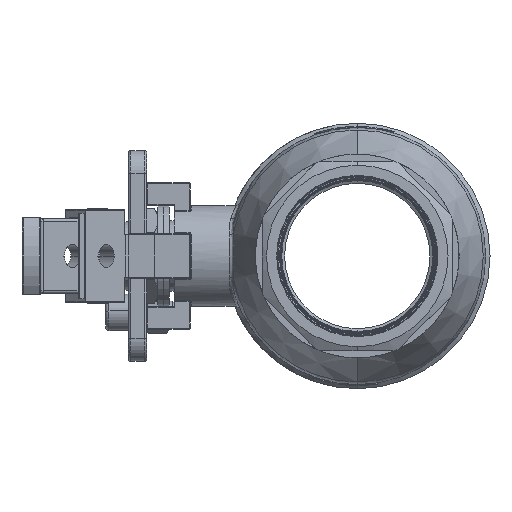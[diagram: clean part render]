
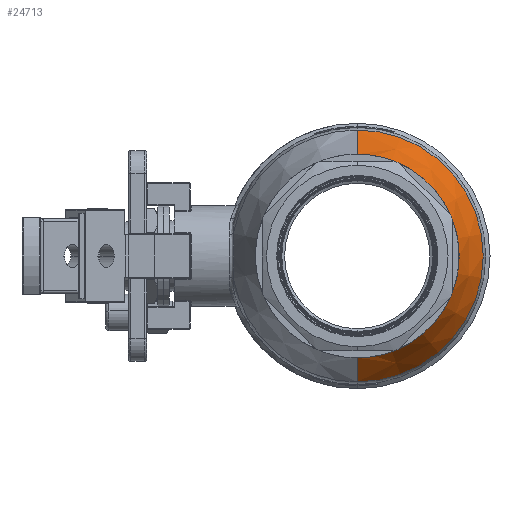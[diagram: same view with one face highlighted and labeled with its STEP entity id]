
A CAD part, left-side view. The second image highlights one B-rep face of the part: STEP entity #24713.
In plain terms, the highlighted conical face has half-angle 24.042 degrees and reference radius 44.5 mm.
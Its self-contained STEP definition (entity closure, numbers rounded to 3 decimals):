
#1419 = CIRCLE ( 'NONE', #59862, 55.059 ) ;
#1636 = CARTESIAN_POINT ( 'NONE',  ( -44.573, 0., 0. ) ) ;
#1680 = CARTESIAN_POINT ( 'NONE',  ( -20.904, 0., -55.059 ) ) ;
#2880 = DIRECTION ( 'NONE',  ( 1., 0., 0. ) ) ;
#8359 = CARTESIAN_POINT ( 'NONE',  ( -20.904, 0., 55.059 ) ) ;
#10644 = ORIENTED_EDGE ( 'NONE', *, *, #57334, .F. ) ;
#12133 = CARTESIAN_POINT ( 'NONE',  ( -44.573, 0., 0. ) ) ;
#16051 = LINE ( 'NONE', #21158, #91098 ) ;
#18842 = EDGE_CURVE ( 'NONE', #75991, #22009, #68532, .T. ) ;
#19453 = DIRECTION ( 'NONE',  ( 0., 0., -1. ) ) ;
#20846 = AXIS2_PLACEMENT_3D ( 'NONE', #1636, #45118, #37550 ) ;
#21158 = CARTESIAN_POINT ( 'NONE',  ( -44.573, 0., -44.5 ) ) ;
#22009 = VERTEX_POINT ( 'NONE', #42728 ) ;
#22063 = CARTESIAN_POINT ( 'NONE',  ( -44.573, 0., 44.5 ) ) ;
#22087 = EDGE_CURVE ( 'NONE', #22009, #94122, #16051, .T. ) ;
#24713 = ADVANCED_FACE ( 'NONE', ( #92214 ), #51206, .T. ) ;
#29383 = DIRECTION ( 'NONE',  ( 0.913, 0., 0.407 ) ) ;
#34109 = LINE ( 'NONE', #22063, #51034 ) ;
#37550 = DIRECTION ( 'NONE',  ( 0., 0., -1. ) ) ;
#42728 = CARTESIAN_POINT ( 'NONE',  ( -44.573, 0., -44.5 ) ) ;
#43767 = AXIS2_PLACEMENT_3D ( 'NONE', #12133, #62923, #19453 ) ;
#45118 = DIRECTION ( 'NONE',  ( 1., 0., 0. ) ) ;
#46381 = CARTESIAN_POINT ( 'NONE',  ( -20.904, 0., 0. ) ) ;
#49205 = ORIENTED_EDGE ( 'NONE', *, *, #18842, .T. ) ;
#50314 = DIRECTION ( 'NONE',  ( 0.913, 0., -0.407 ) ) ;
#50594 = EDGE_LOOP ( 'NONE', ( #72934, #49205, #69001, #10644 ) ) ;
#51034 = VECTOR ( 'NONE', #29383, 1000. ) ;
#51206 = CONICAL_SURFACE ( 'NONE', #20846, 44.5, 0.42 ) ;
#54939 = DIRECTION ( 'NONE',  ( 0., 0., -1. ) ) ;
#57334 = EDGE_CURVE ( 'NONE', #68106, #94122, #1419, .T. ) ;
#58064 = CARTESIAN_POINT ( 'NONE',  ( -44.573, 0., 44.5 ) ) ;
#59862 = AXIS2_PLACEMENT_3D ( 'NONE', #46381, #2880, #54939 ) ;
#62417 = EDGE_CURVE ( 'NONE', #75991, #68106, #34109, .T. ) ;
#62923 = DIRECTION ( 'NONE',  ( 1., 0., 0. ) ) ;
#68106 = VERTEX_POINT ( 'NONE', #8359 ) ;
#68532 = CIRCLE ( 'NONE', #43767, 44.5 ) ;
#69001 = ORIENTED_EDGE ( 'NONE', *, *, #22087, .T. ) ;
#72934 = ORIENTED_EDGE ( 'NONE', *, *, #62417, .F. ) ;
#75991 = VERTEX_POINT ( 'NONE', #58064 ) ;
#91098 = VECTOR ( 'NONE', #50314, 1000. ) ;
#92214 = FACE_OUTER_BOUND ( 'NONE', #50594, .T. ) ;
#94122 = VERTEX_POINT ( 'NONE', #1680 ) ;
